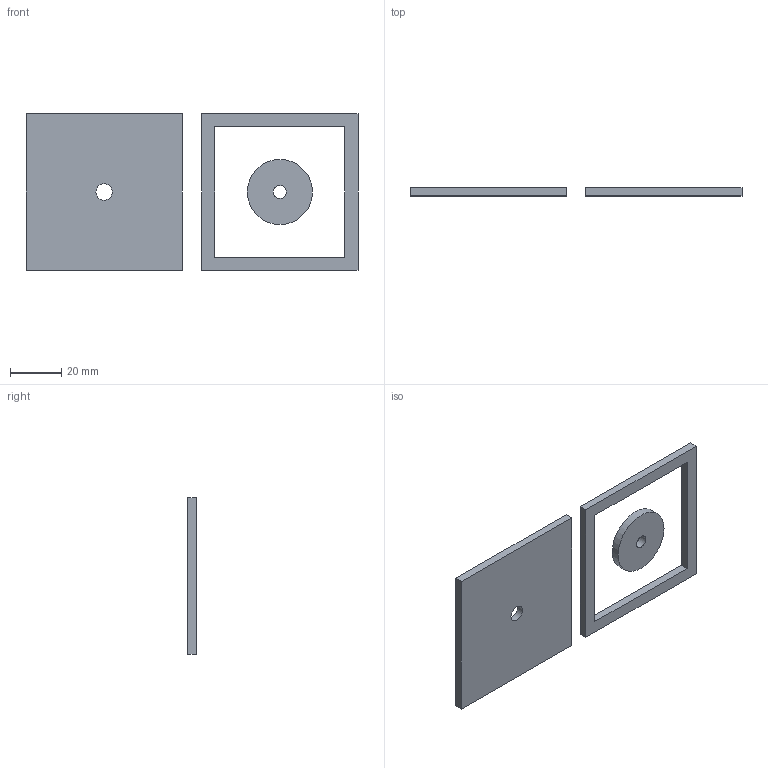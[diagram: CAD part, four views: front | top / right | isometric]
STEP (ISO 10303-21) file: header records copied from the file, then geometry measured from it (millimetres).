
FILE_DESCRIPTION(/* description */ (''),/* implementation_level */ '2;1');
FILE_NAME(/* name */ 'face CAM v6.step',/* time_stamp */ '2017-08-20T11:54:37-07:00',/* author */ (''),/* organization */ (''),/* preprocessor_version */ 'ST-DEVELOPER v16.13',/* originating_system */ 'Autodesk Translation Framework v6.1.1.50',/* authorisation */ '');
FILE_SCHEMA (('AUTOMOTIVE_DESIGN { 1 0 10303 214 3 1 1 }'));
Length unit declared in the file: inch
Products named in the file (1): face CAM v6
Bounding box: 129.54 x 3.17 x 60.96 mm (x, y, z)
Volume: 16493.2 mm3; surface area: 13212.2 mm2
Topology: 3 solids, 3 shells, 23 faces, 48 edges, 32 vertices
Faces by surface type: plane 19, cylinder 4
Full cylindrical faces by diameter (mm): 5.08 x1, 6.35 x1, 25.4 x1, 30.48 x1
Entity records: 624 total; most frequent: DIRECTION 100, CARTESIAN_POINT 100, ORIENTED_EDGE 88, EDGE_CURVE 44, LINE 36, VECTOR 36, EDGE_LOOP 34, VERTEX_POINT 32
